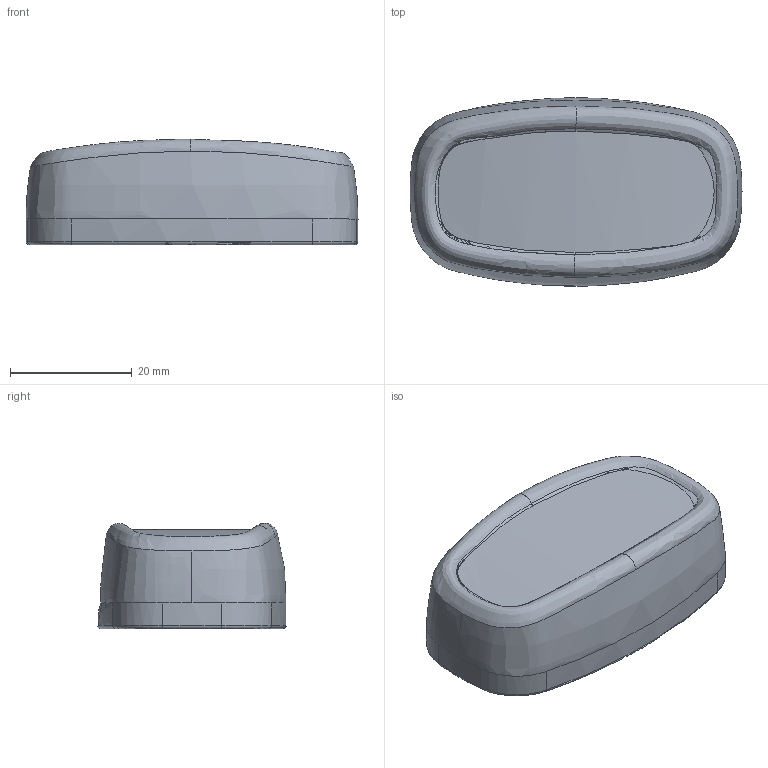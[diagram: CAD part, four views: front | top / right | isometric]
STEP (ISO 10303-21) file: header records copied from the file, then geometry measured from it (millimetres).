
FILE_DESCRIPTION((''),'2;1');
FILE_NAME('ASM0001_ASM','2022-09-12T10:11:59',('klemen.sitar'),('Audax d.o.o.'),'CREO PARAMETRIC BY PTC INC, 2021304','CREO PARAMETRIC BY PTC INC, 2021304','');
FILE_SCHEMA(('AP242_MANAGED_MODEL_BASED_3D_ENGINEERING_MIM_LF { 1 0 10303 442 1 1 4 }'));
Length unit declared in the file: metre
Products named in the file (2): PRT0001; ASM0001_ASM
Assembly tree (1 placements, depth 2):
  ASM0001_ASM
    PRT0001
Bounding box: 54.45 x 30.88 x 17.27 mm (x, y, z)
Surface area: 7821.4 mm2 (no closed solid volume)
Topology: 0 solids, 1 shells, 102 faces, 277 edges, 175 vertices
Faces by surface type: cylinder 43, torus 28, bspline 20, plane 11
Entity records: 13686 total; most frequent: CARTESIAN_POINT 9512, ORIENTED_EDGE 550, DIRECTION 529, PRESENTATION_STYLE_ASSIGNMENT 381, STYLED_ITEM 381, CURVE_STYLE 278, EDGE_CURVE 277, AXIS2_PLACEMENT_3D 246
